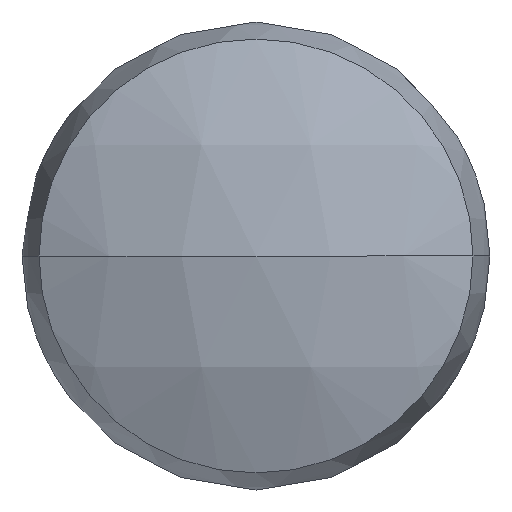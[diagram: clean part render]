
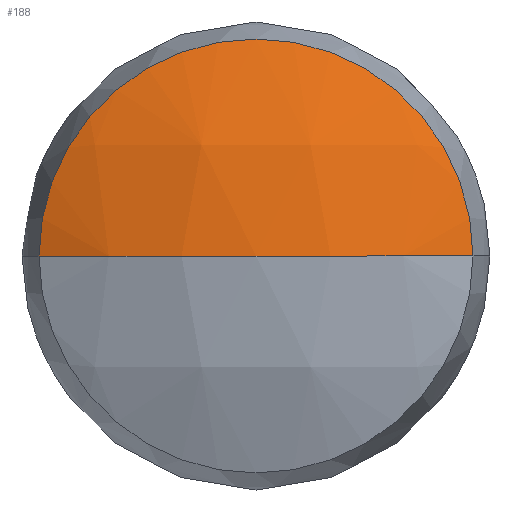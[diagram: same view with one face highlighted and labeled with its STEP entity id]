
A CAD part, left-side view. The second image highlights one B-rep face of the part: STEP entity #188.
In plain terms, the highlighted spherical face has radius 2.085 mm.
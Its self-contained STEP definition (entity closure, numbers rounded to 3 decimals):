
#17 = DIRECTION ( 'NONE',  ( 0., 0., -1. ) ) ;
#23 = ORIENTED_EDGE ( 'NONE', *, *, #214, .T. ) ;
#31 = AXIS2_PLACEMENT_3D ( 'NONE', #63, #383, #134 ) ;
#35 = CARTESIAN_POINT ( 'NONE',  ( -1.93, 0., 0. ) ) ;
#37 = EDGE_LOOP ( 'NONE', ( #100, #23, #84 ) ) ;
#63 = CARTESIAN_POINT ( 'NONE',  ( -1.93, 0., 0. ) ) ;
#65 = EDGE_CURVE ( 'NONE', #92, #122, #323, .T. ) ;
#66 = SPHERICAL_SURFACE ( 'NONE', #31, 2.085 ) ;
#75 = CARTESIAN_POINT ( 'NONE',  ( -1.93, 0., 0. ) ) ;
#82 = EDGE_CURVE ( 'NONE', #161, #92, #262, .T. ) ;
#84 = ORIENTED_EDGE ( 'NONE', *, *, #65, .F. ) ;
#92 = VERTEX_POINT ( 'NONE', #235 ) ;
#99 = DIRECTION ( 'NONE',  ( 0., -1., 0. ) ) ;
#100 = ORIENTED_EDGE ( 'NONE', *, *, #82, .F. ) ;
#122 = VERTEX_POINT ( 'NONE', #145 ) ;
#129 = CARTESIAN_POINT ( 'NONE',  ( -4.015, 0., 0. ) ) ;
#134 = DIRECTION ( 'NONE',  ( 0., 1., 0. ) ) ;
#145 = CARTESIAN_POINT ( 'NONE',  ( -3.823, -0.875, 0. ) ) ;
#147 = DIRECTION ( 'NONE',  ( -1., 0., 0. ) ) ;
#149 = DIRECTION ( 'NONE',  ( 0., 1., 0. ) ) ;
#155 = DIRECTION ( 'NONE',  ( 1., 0., 0. ) ) ;
#161 = VERTEX_POINT ( 'NONE', #129 ) ;
#167 = FACE_OUTER_BOUND ( 'NONE', #37, .T. ) ;
#188 = ADVANCED_FACE ( 'NONE', ( #167 ), #66, .T. ) ;
#203 = AXIS2_PLACEMENT_3D ( 'NONE', #35, #261, #99 ) ;
#210 = CIRCLE ( 'NONE', #203, 2.085 ) ;
#214 = EDGE_CURVE ( 'NONE', #161, #122, #210, .T. ) ;
#223 = AXIS2_PLACEMENT_3D ( 'NONE', #340, #155, #149 ) ;
#235 = CARTESIAN_POINT ( 'NONE',  ( -3.823, 0.875, 0. ) ) ;
#261 = DIRECTION ( 'NONE',  ( 0., 0., 1. ) ) ;
#262 = CIRCLE ( 'NONE', #394, 2.085 ) ;
#323 = CIRCLE ( 'NONE', #223, 0.875 ) ;
#340 = CARTESIAN_POINT ( 'NONE',  ( -3.823, 0., 0. ) ) ;
#383 = DIRECTION ( 'NONE',  ( 0., 0., 1. ) ) ;
#394 = AXIS2_PLACEMENT_3D ( 'NONE', #75, #17, #147 ) ;
